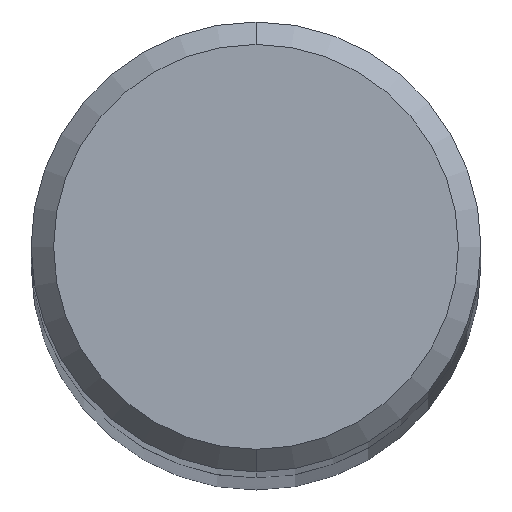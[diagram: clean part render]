
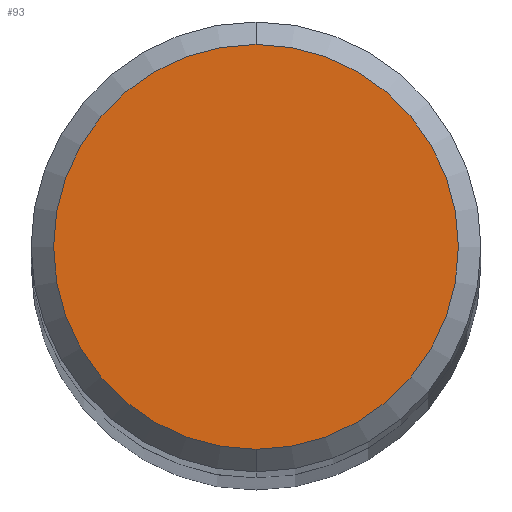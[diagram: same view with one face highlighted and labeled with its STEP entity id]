
A CAD part, top view. The second image highlights one B-rep face of the part: STEP entity #93.
In plain terms, the highlighted planar face has unit normal (0, 0, 1).
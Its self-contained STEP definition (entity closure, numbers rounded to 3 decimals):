
#91=EDGE_CURVE('',#119,#171,#211,.T.);
#93=ADVANCED_FACE('',(#213),#214,.T.);
#119=VERTEX_POINT('',#243);
#163=EDGE_CURVE('',#171,#119,#294,.T.);
#171=VERTEX_POINT('',#303);
#211=CIRCLE('',#338,5.4);
#213=FACE_OUTER_BOUND('',#340,.T.);
#214=PLANE('',#341);
#243=CARTESIAN_POINT('',(0.,-5.4,0.0));
#294=CIRCLE('',#444,5.4);
#303=CARTESIAN_POINT('',(0.0,5.4,0.0));
#338=AXIS2_PLACEMENT_3D('',#482,#483,#484);
#340=EDGE_LOOP('',(#486,#487));
#341=AXIS2_PLACEMENT_3D('',#488,#489,#490);
#444=AXIS2_PLACEMENT_3D('',#590,#591,#592);
#482=CARTESIAN_POINT('',(0.0,0.0,0.0));
#483=DIRECTION('',(0.0,0.0,-1.0));
#484=DIRECTION('',(0.0,1.0,0.0));
#486=ORIENTED_EDGE('',*,*,#163,.F.);
#487=ORIENTED_EDGE('',*,*,#91,.F.);
#488=CARTESIAN_POINT('',(0.0,2.7,0.0));
#489=DIRECTION('',(-0.0,0.0,1.0));
#490=DIRECTION('',(0.0,-1.0,0.0));
#590=CARTESIAN_POINT('',(0.0,0.0,0.0));
#591=DIRECTION('',(0.0,0.0,-1.0));
#592=DIRECTION('',(0.0,1.0,0.0));
